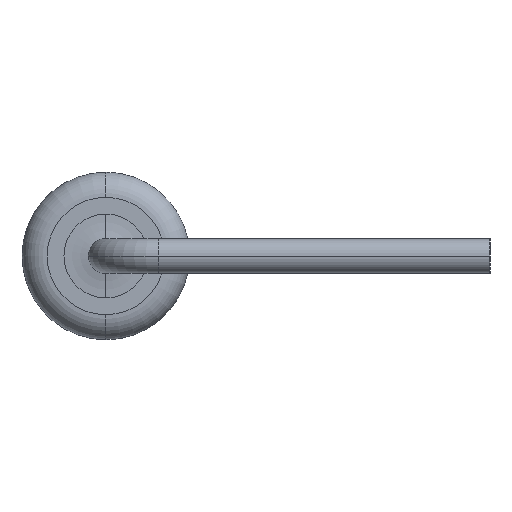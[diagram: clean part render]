
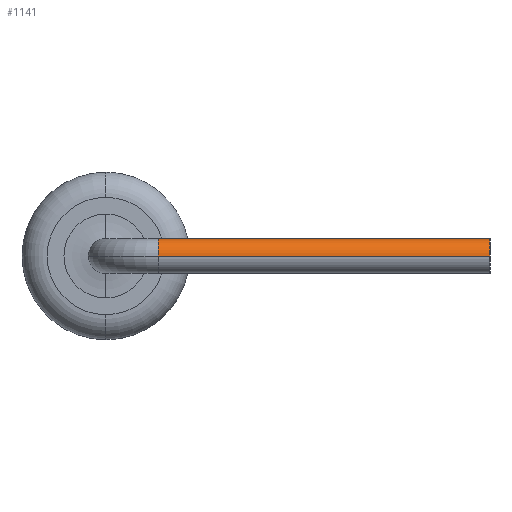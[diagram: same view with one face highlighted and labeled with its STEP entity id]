
A CAD part, left-side view. The second image highlights one B-rep face of the part: STEP entity #1141.
In plain terms, the highlighted cylindrical face has radius 0.25 mm (diameter 0.5 mm), a partial arc.
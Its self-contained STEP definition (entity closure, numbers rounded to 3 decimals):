
#11 = CIRCLE ( 'NONE', #147, 0.25 ) ;
#147 = AXIS2_PLACEMENT_3D ( 'NONE', #1979, #1648, #1314 ) ;
#161 = CIRCLE ( 'NONE', #1721, 0.25 ) ;
#267 = VECTOR ( 'NONE', #1326, 1000. ) ;
#285 = ORIENTED_EDGE ( 'NONE', *, *, #1868, .T. ) ;
#425 = DIRECTION ( 'NONE',  ( 0., -1., 0. ) ) ;
#466 = EDGE_CURVE ( 'NONE', #1715, #2116, #161, .T. ) ;
#518 = AXIS2_PLACEMENT_3D ( 'NONE', #2208, #988, #1729 ) ;
#538 = EDGE_CURVE ( 'NONE', #717, #1715, #2152, .T. ) ;
#577 = CARTESIAN_POINT ( 'NONE',  ( -5.33, -0.75, 0. ) ) ;
#690 = VERTEX_POINT ( 'NONE', #577 ) ;
#717 = VERTEX_POINT ( 'NONE', #913 ) ;
#837 = CARTESIAN_POINT ( 'NONE',  ( -5.33, -5.5, 0. ) ) ;
#913 = CARTESIAN_POINT ( 'NONE',  ( -4.83, -0.75, 0. ) ) ;
#966 = CARTESIAN_POINT ( 'NONE',  ( -5.08, -5.5, 0. ) ) ;
#988 = DIRECTION ( 'NONE',  ( 0., -1., 0. ) ) ;
#1005 = FACE_OUTER_BOUND ( 'NONE', #1304, .T. ) ;
#1068 = CARTESIAN_POINT ( 'NONE',  ( -5.33, -0.75, 0. ) ) ;
#1141 = ADVANCED_FACE ( 'NONE', ( #1005 ), #1388, .T. ) ;
#1304 = EDGE_LOOP ( 'NONE', ( #285, #1407, #1692, #1463 ) ) ;
#1314 = DIRECTION ( 'NONE',  ( 1., 0., 0. ) ) ;
#1326 = DIRECTION ( 'NONE',  ( 0., -1., 0. ) ) ;
#1388 = CYLINDRICAL_SURFACE ( 'NONE', #518, 0.25 ) ;
#1407 = ORIENTED_EDGE ( 'NONE', *, *, #1566, .T. ) ;
#1463 = ORIENTED_EDGE ( 'NONE', *, *, #538, .F. ) ;
#1566 = EDGE_CURVE ( 'NONE', #690, #2116, #1944, .T. ) ;
#1635 = DIRECTION ( 'NONE',  ( 1., 0., 0. ) ) ;
#1648 = DIRECTION ( 'NONE',  ( 0., -1., 0. ) ) ;
#1692 = ORIENTED_EDGE ( 'NONE', *, *, #466, .F. ) ;
#1715 = VERTEX_POINT ( 'NONE', #2089 ) ;
#1721 = AXIS2_PLACEMENT_3D ( 'NONE', #966, #425, #1635 ) ;
#1729 = DIRECTION ( 'NONE',  ( 1., 0., 0. ) ) ;
#1772 = DIRECTION ( 'NONE',  ( 0., -1., 0. ) ) ;
#1790 = VECTOR ( 'NONE', #1772, 1000. ) ;
#1868 = EDGE_CURVE ( 'NONE', #717, #690, #11, .T. ) ;
#1944 = LINE ( 'NONE', #1068, #1790 ) ;
#1979 = CARTESIAN_POINT ( 'NONE',  ( -5.08, -0.75, 0. ) ) ;
#2089 = CARTESIAN_POINT ( 'NONE',  ( -4.83, -5.5, 0. ) ) ;
#2116 = VERTEX_POINT ( 'NONE', #837 ) ;
#2152 = LINE ( 'NONE', #2188, #267 ) ;
#2188 = CARTESIAN_POINT ( 'NONE',  ( -4.83, -0.75, 0. ) ) ;
#2208 = CARTESIAN_POINT ( 'NONE',  ( -5.08, -0.75, 0. ) ) ;
